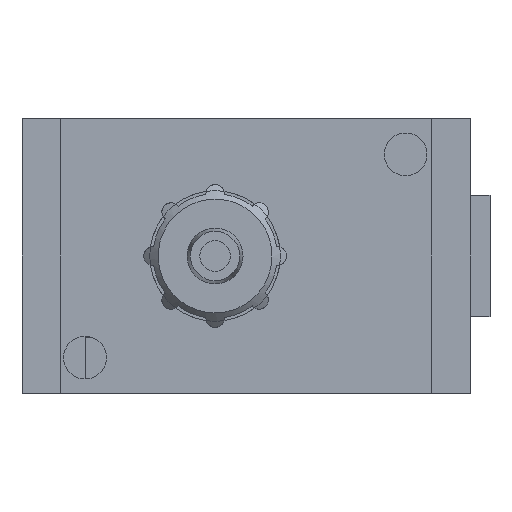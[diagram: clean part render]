
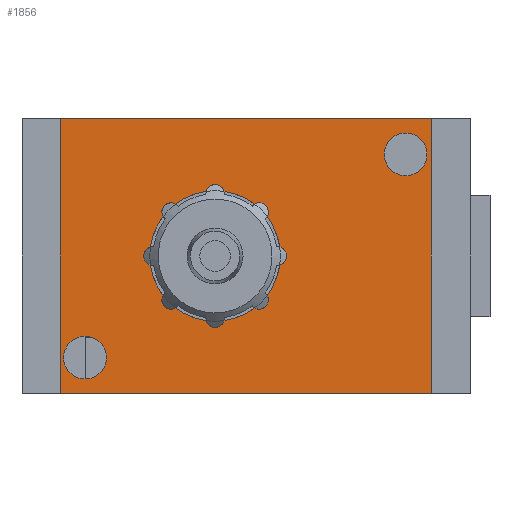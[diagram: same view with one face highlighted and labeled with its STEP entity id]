
A CAD part, front view. The second image highlights one B-rep face of the part: STEP entity #1856.
In plain terms, the highlighted planar face has unit normal (0, -1, 0).
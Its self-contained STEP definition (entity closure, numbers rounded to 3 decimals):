
#122=LINE('',#3118,#280);
#124=LINE('',#3128,#282);
#125=LINE('',#3130,#283);
#126=LINE('',#3132,#284);
#280=VECTOR('',#2348,1000.);
#282=VECTOR('',#2358,1000.);
#283=VECTOR('',#2359,1000.);
#284=VECTOR('',#2360,1000.);
#382=PLANE('',#2010);
#623=ORIENTED_EDGE('',*,*,#1150,.F.);
#624=ORIENTED_EDGE('',*,*,#1151,.T.);
#625=ORIENTED_EDGE('',*,*,#1152,.T.);
#626=ORIENTED_EDGE('',*,*,#1153,.T.);
#627=ORIENTED_EDGE('',*,*,#1154,.F.);
#628=ORIENTED_EDGE('',*,*,#1155,.F.);
#629=ORIENTED_EDGE('',*,*,#1148,.T.);
#1148=EDGE_CURVE('',#1402,#1401,#122,.T.);
#1150=EDGE_CURVE('',#1403,#1403,#1501,.F.);
#1151=EDGE_CURVE('',#1404,#1404,#1502,.T.);
#1152=EDGE_CURVE('',#1405,#1405,#1503,.T.);
#1153=EDGE_CURVE('',#1401,#1406,#124,.T.);
#1154=EDGE_CURVE('',#1407,#1406,#125,.T.);
#1155=EDGE_CURVE('',#1402,#1407,#126,.T.);
#1401=VERTEX_POINT('',#3117);
#1402=VERTEX_POINT('',#3119);
#1403=VERTEX_POINT('',#3123);
#1404=VERTEX_POINT('',#3125);
#1405=VERTEX_POINT('',#3127);
#1406=VERTEX_POINT('',#3129);
#1407=VERTEX_POINT('',#3131);
#1501=CIRCLE('',#2011,5.);
#1502=CIRCLE('',#2012,2.1);
#1503=CIRCLE('',#2013,2.1);
#1591=EDGE_LOOP('',(#623));
#1592=EDGE_LOOP('',(#624));
#1593=EDGE_LOOP('',(#625));
#1594=EDGE_LOOP('',(#626,#627,#628,#629));
#1715=FACE_BOUND('',#1591,.T.);
#1716=FACE_BOUND('',#1592,.T.);
#1717=FACE_BOUND('',#1593,.T.);
#1718=FACE_BOUND('',#1594,.T.);
#1856=ADVANCED_FACE('',(#1715,#1716,#1717,#1718),#382,.F.);
#2010=AXIS2_PLACEMENT_3D('',#3121,#2350,#2351);
#2011=AXIS2_PLACEMENT_3D('',#3122,#2352,#2353);
#2012=AXIS2_PLACEMENT_3D('',#3124,#2354,#2355);
#2013=AXIS2_PLACEMENT_3D('',#3126,#2356,#2357);
#2348=DIRECTION('',(0.,0.,-1.));
#2350=DIRECTION('',(0.,1.,0.));
#2351=DIRECTION('',(0.,0.,1.));
#2352=DIRECTION('',(0.,1.,0.));
#2353=DIRECTION('',(0.,0.,1.));
#2354=DIRECTION('',(0.,1.,0.));
#2355=DIRECTION('',(1.,0.,0.));
#2356=DIRECTION('',(0.,1.,0.));
#2357=DIRECTION('',(1.,0.,0.));
#2358=DIRECTION('',(1.,0.,0.));
#2359=DIRECTION('',(0.,0.,-1.));
#2360=DIRECTION('',(1.,0.,0.));
#3117=CARTESIAN_POINT('',(3.75,17.,-13.5));
#3118=CARTESIAN_POINT('',(3.75,17.,13.5));
#3119=CARTESIAN_POINT('',(3.75,17.,13.5));
#3121=CARTESIAN_POINT('',(3.75,17.,13.5));
#3122=CARTESIAN_POINT('',(19.,17.,0.));
#3123=CARTESIAN_POINT('',(19.,17.,5.));
#3124=CARTESIAN_POINT('',(6.2,17.,-10.));
#3125=CARTESIAN_POINT('',(8.3,17.,-10.));
#3126=CARTESIAN_POINT('',(37.75,17.,10.));
#3127=CARTESIAN_POINT('',(39.85,17.,10.));
#3128=CARTESIAN_POINT('',(3.75,17.,-13.5));
#3129=CARTESIAN_POINT('',(40.25,17.,-13.5));
#3130=CARTESIAN_POINT('',(40.25,17.,13.5));
#3131=CARTESIAN_POINT('',(40.25,17.,13.5));
#3132=CARTESIAN_POINT('',(3.75,17.,13.5));
